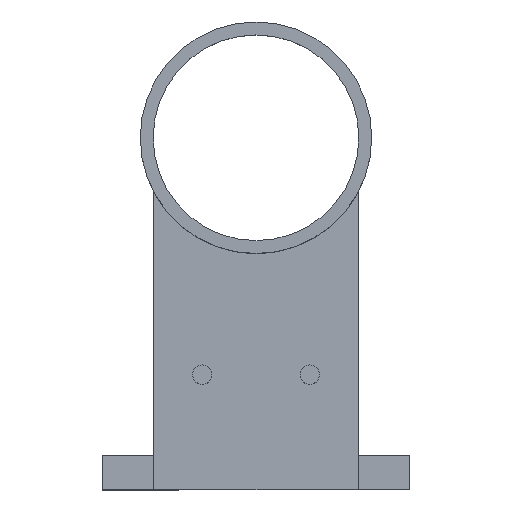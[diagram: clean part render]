
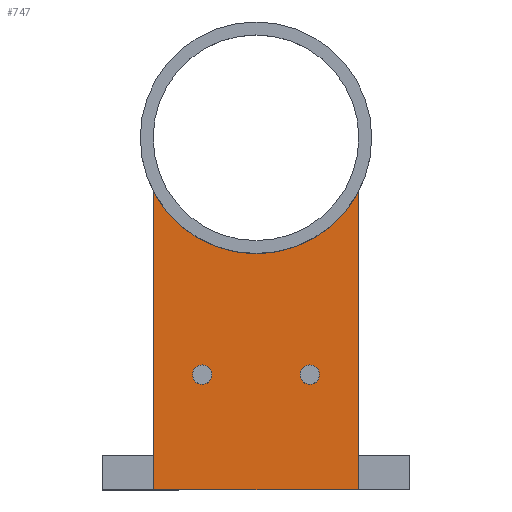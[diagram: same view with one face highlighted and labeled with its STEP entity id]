
A CAD part, top view. The second image highlights one B-rep face of the part: STEP entity #747.
In plain terms, the highlighted planar face has unit normal (0, 0, 1).
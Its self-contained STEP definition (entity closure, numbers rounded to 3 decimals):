
#108=LINE('',#1266,#170);
#111=LINE('',#1271,#173);
#113=LINE('',#1274,#175);
#170=VECTOR('',#1055,1000.);
#173=VECTOR('',#1060,1000.);
#175=VECTOR('',#1064,1000.);
#342=ORIENTED_EDGE('',*,*,#445,.F.);
#343=ORIENTED_EDGE('',*,*,#446,.F.);
#344=ORIENTED_EDGE('',*,*,#439,.T.);
#345=ORIENTED_EDGE('',*,*,#442,.T.);
#346=ORIENTED_EDGE('',*,*,#434,.T.);
#347=ORIENTED_EDGE('',*,*,#444,.T.);
#434=EDGE_CURVE('',#504,#502,#537,.T.);
#439=EDGE_CURVE('',#509,#508,#108,.T.);
#442=EDGE_CURVE('',#508,#504,#111,.T.);
#444=EDGE_CURVE('',#502,#509,#113,.T.);
#445=EDGE_CURVE('',#510,#510,#539,.T.);
#446=EDGE_CURVE('',#511,#511,#540,.T.);
#502=VERTEX_POINT('',#1252);
#504=VERTEX_POINT('',#1255);
#508=VERTEX_POINT('',#1265);
#509=VERTEX_POINT('',#1267);
#510=VERTEX_POINT('',#1277);
#511=VERTEX_POINT('',#1279);
#537=CIRCLE('',#850,10.75);
#539=CIRCLE('',#857,0.9);
#540=CIRCLE('',#858,0.9);
#599=EDGE_LOOP('',(#342));
#600=EDGE_LOOP('',(#343));
#601=EDGE_LOOP('',(#344,#345,#346,#347));
#665=FACE_BOUND('',#599,.T.);
#666=FACE_BOUND('',#600,.T.);
#667=FACE_BOUND('',#601,.T.);
#705=PLANE('',#856);
#747=ADVANCED_FACE('',(#665,#666,#667),#705,.T.);
#850=AXIS2_PLACEMENT_3D('',#1254,#1044,#1045);
#856=AXIS2_PLACEMENT_3D('',#1275,#1065,#1066);
#857=AXIS2_PLACEMENT_3D('',#1276,#1067,#1068);
#858=AXIS2_PLACEMENT_3D('',#1278,#1069,#1070);
#1044=DIRECTION('',(0.,0.,-1.));
#1045=DIRECTION('',(1.,0.,0.));
#1055=DIRECTION('',(1.,0.,0.));
#1060=DIRECTION('',(0.,1.,0.));
#1064=DIRECTION('',(0.,-1.,0.));
#1065=DIRECTION('',(0.,0.,1.));
#1066=DIRECTION('',(1.,0.,0.));
#1067=DIRECTION('',(0.,0.,1.));
#1068=DIRECTION('',(1.,0.,0.));
#1069=DIRECTION('',(0.,0.,1.));
#1070=DIRECTION('',(1.,0.,0.));
#1252=CARTESIAN_POINT('',(-9.5,-5.031,4.2));
#1254=CARTESIAN_POINT('',(0.,0.,4.2));
#1255=CARTESIAN_POINT('',(9.5,-5.031,4.2));
#1265=CARTESIAN_POINT('',(9.5,-32.7,4.2));
#1266=CARTESIAN_POINT('',(-9.5,-32.7,4.2));
#1267=CARTESIAN_POINT('',(-9.5,-32.7,4.2));
#1271=CARTESIAN_POINT('',(9.5,-32.7,4.2));
#1274=CARTESIAN_POINT('',(-9.5,-32.7,4.2));
#1275=CARTESIAN_POINT('',(0.,0.,4.2));
#1276=CARTESIAN_POINT('',(5.,-22.,4.2));
#1277=CARTESIAN_POINT('',(5.9,-22.,4.2));
#1278=CARTESIAN_POINT('',(-5.,-22.,4.2));
#1279=CARTESIAN_POINT('',(-4.1,-22.,4.2));
